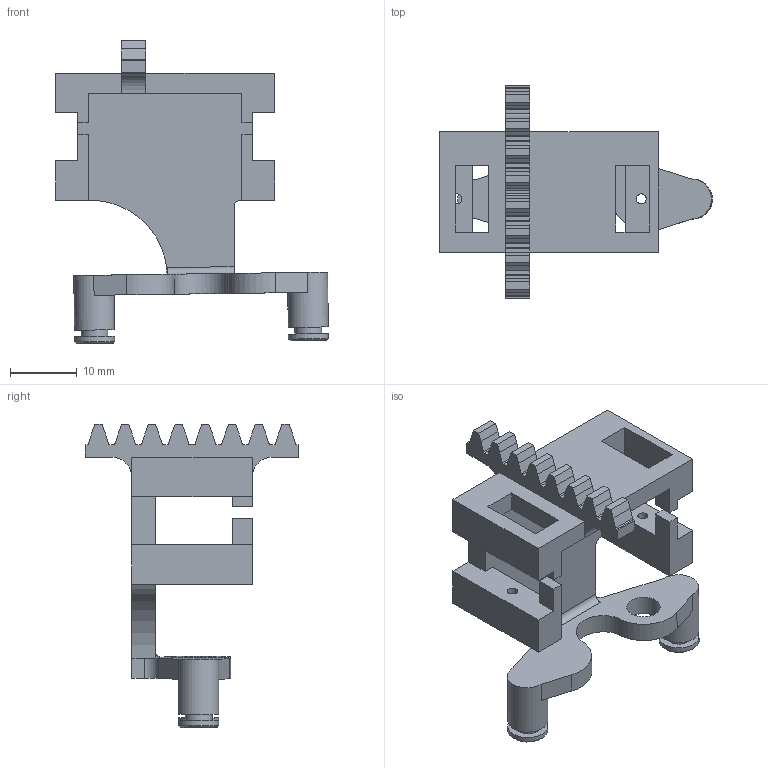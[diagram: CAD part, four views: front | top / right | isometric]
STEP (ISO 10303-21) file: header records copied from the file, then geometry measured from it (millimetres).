
FILE_DESCRIPTION(/* description */ (''),/* implementation_level */ '2;1');
FILE_NAME(/* name */ 'ServoSlider v75.step',/* time_stamp */ '2024-02-12T16:41:26+01:00',/* author */ (''),/* organization */ (''),/* preprocessor_version */ 'ST-DEVELOPER v20',/* originating_system */ 'Autodesk Translation Framework v12.20.1.177',/* authorisation */ '');
FILE_SCHEMA (('AUTOMOTIVE_DESIGN { 1 0 10303 214 3 1 1 }'));
Length unit declared in the file: millimetre
Products named in the file (1): ServoSlider
Assembly tree (1 placements, depth 2):
  ServoSlider
    #5230
Bounding box: 40.86 x 32 x 45.39 mm (x, y, z)
Volume: 6375.2 mm3; surface area: 5506 mm2
Topology: 1 solids, 1 shells, 159 faces, 456 edges, 301 vertices
Faces by surface type: plane 121, cylinder 36, cone 2
Full cylindrical faces by diameter (mm): 1.5 x2, 4 x2, 5 x1, 6 x4
Entity records: 5228 total; most frequent: CARTESIAN_POINT 919, ORIENTED_EDGE 912, DIRECTION 857, EDGE_CURVE 456, LINE 379, VECTOR 379, VERTEX_POINT 301, AXIS2_PLACEMENT_3D 239
